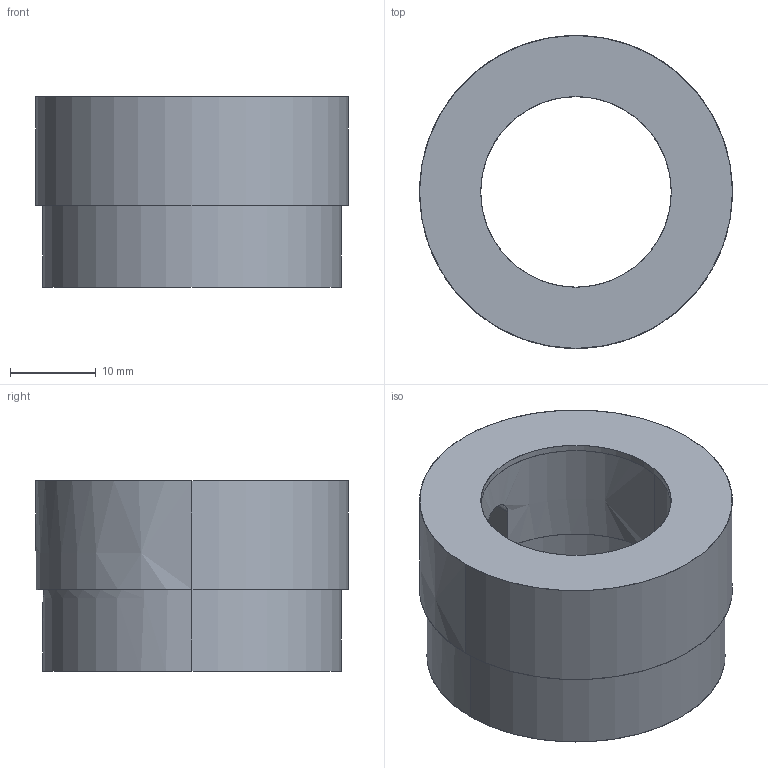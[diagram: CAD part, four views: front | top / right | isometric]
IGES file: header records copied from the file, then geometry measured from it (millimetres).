
Start section: SolidWorks IGES file using analytic representation for surfaces
Global section: file name: D0900357-v2_AdLIGO_AOS_Wedged Prism Holder.IGS; native system: SolidWorks 2012; preprocessor: SolidWorks 2012; author: tnguyen; date: 120717.061703; units: inch
Bounding box: 36.51 x 36.51 x 22.23 mm (x, y, z)
Surface area: 5821.3 mm2 (no closed solid volume)
Topology: 0 solids, 0 shells, 24 faces, 675 edges, 675 vertices
Faces by surface type: revolution 15, bspline 9
